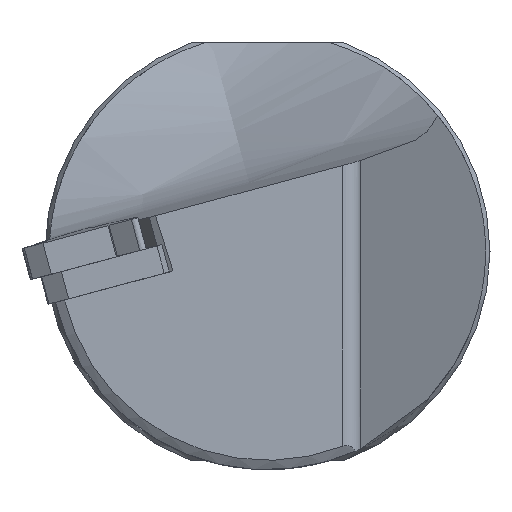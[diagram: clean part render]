
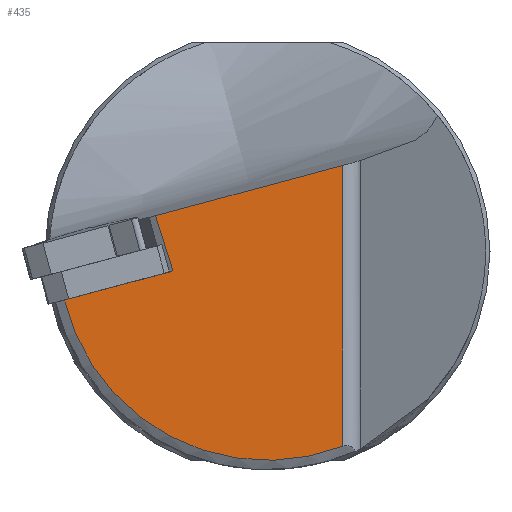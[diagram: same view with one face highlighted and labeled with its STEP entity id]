
A CAD part, left-side view. The second image highlights one B-rep face of the part: STEP entity #435.
In plain terms, the highlighted planar face has unit normal (-1, 0, 0).
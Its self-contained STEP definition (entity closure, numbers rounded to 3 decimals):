
#435=ADVANCED_FACE('',(#517),#473,.T.);
#473=PLANE('',#1309);
#517=FACE_OUTER_BOUND('',#567,.T.);
#567=EDGE_LOOP('',(#941,#942,#943,#944,#945,#946));
#593=CIRCLE('',#1286,23.445);
#607=LINE('',#1575,#690);
#639=LINE('',#1665,#722);
#649=LINE('',#2067,#732);
#650=LINE('',#2069,#733);
#690=VECTOR('',#1339,1.);
#722=VECTOR('',#1407,1.);
#732=VECTOR('',#1471,1.);
#733=VECTOR('',#1474,1.);
#782=B_SPLINE_CURVE_WITH_KNOTS('',3,(#1745,#1746,#1747,#1748,#1749,#1750,
#1751),.UNSPECIFIED.,.F.,.F.,(4,3,4),(0.,0.091,1.),
 .UNSPECIFIED.);
#941=ORIENTED_EDGE('',*,*,#1210,.F.);
#942=ORIENTED_EDGE('',*,*,#1170,.F.);
#943=ORIENTED_EDGE('',*,*,#1131,.F.);
#944=ORIENTED_EDGE('',*,*,#1176,.T.);
#945=ORIENTED_EDGE('',*,*,#1209,.T.);
#946=ORIENTED_EDGE('',*,*,#1188,.F.);
#1048=VERTEX_POINT('',#1574);
#1049=VERTEX_POINT('',#1576);
#1075=VERTEX_POINT('',#1666);
#1078=VERTEX_POINT('',#1681);
#1087=VERTEX_POINT('',#1744);
#1088=VERTEX_POINT('',#1752);
#1131=EDGE_CURVE('',#1048,#1049,#607,.T.);
#1170=EDGE_CURVE('',#1049,#1075,#639,.T.);
#1176=EDGE_CURVE('',#1048,#1078,#593,.T.);
#1188=EDGE_CURVE('',#1087,#1088,#782,.T.);
#1209=EDGE_CURVE('',#1078,#1088,#649,.T.);
#1210=EDGE_CURVE('',#1075,#1087,#650,.T.);
#1286=AXIS2_PLACEMENT_3D('',#1682,#1419,#1420);
#1309=AXIS2_PLACEMENT_3D('',#2070,#1475,#1476);
#1339=DIRECTION('',(0.,-0.966,0.259));
#1407=DIRECTION('',(0.,-0.966,0.259));
#1419=DIRECTION('',(-1.,0.,0.));
#1420=DIRECTION('',(0.,1.,0.));
#1471=DIRECTION('',(0.,0.,1.));
#1474=DIRECTION('',(0.,0.302,0.953));
#1475=DIRECTION('',(-1.,0.,0.));
#1476=DIRECTION('',(0.,1.,0.));
#1574=CARTESIAN_POINT('',(0.591,22.809,-5.425));
#1575=CARTESIAN_POINT('',(0.591,-114.03,31.241));
#1576=CARTESIAN_POINT('',(0.591,11.279,-2.335));
#1665=CARTESIAN_POINT('',(0.591,-114.03,31.241));
#1666=CARTESIAN_POINT('',(0.591,10.629,-2.161));
#1681=CARTESIAN_POINT('',(0.591,-8.465,-21.863));
#1682=CARTESIAN_POINT('',(0.591,0.,0.));
#1744=CARTESIAN_POINT('',(0.591,12.596,4.043));
#1745=CARTESIAN_POINT('',(0.591,12.596,4.043));
#1746=CARTESIAN_POINT('',(0.591,11.96,4.214));
#1747=CARTESIAN_POINT('',(0.591,11.323,4.385));
#1748=CARTESIAN_POINT('',(0.591,10.687,4.555));
#1749=CARTESIAN_POINT('',(0.591,4.303,6.266));
#1750=CARTESIAN_POINT('',(0.591,-2.081,7.976));
#1751=CARTESIAN_POINT('',(0.591,-8.465,9.687));
#1752=CARTESIAN_POINT('',(0.591,-8.465,9.687));
#2067=CARTESIAN_POINT('',(0.591,-8.465,550.107));
#2069=CARTESIAN_POINT('',(0.591,171.083,503.778));
#2070=CARTESIAN_POINT('',(0.591,25.,550.107));
